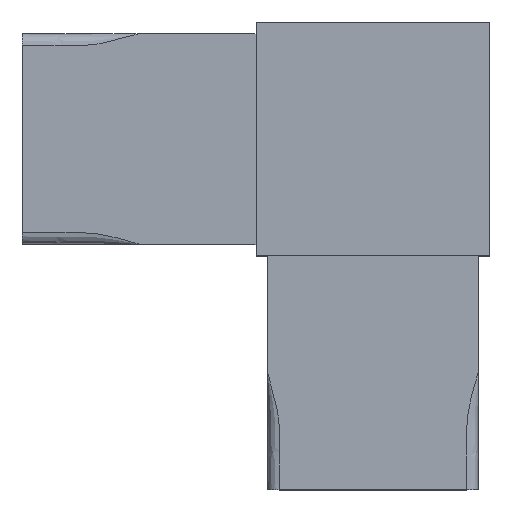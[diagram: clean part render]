
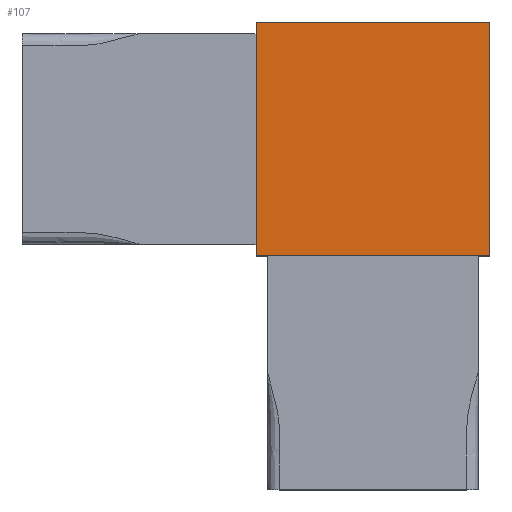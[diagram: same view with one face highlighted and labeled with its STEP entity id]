
A CAD part, top view. The second image highlights one B-rep face of the part: STEP entity #107.
In plain terms, the highlighted planar face has unit normal (0, 0, 1).
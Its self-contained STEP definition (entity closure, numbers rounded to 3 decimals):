
#107=ADVANCED_FACE('',(#176),#149,.F.);
#149=PLANE('',#820);
#176=FACE_OUTER_BOUND('',#218,.T.);
#218=EDGE_LOOP('',(#290,#291,#292,#293));
#290=ORIENTED_EDGE('',*,*,#572,.T.);
#291=ORIENTED_EDGE('',*,*,#560,.F.);
#292=ORIENTED_EDGE('',*,*,#580,.F.);
#293=ORIENTED_EDGE('',*,*,#578,.T.);
#484=VERTEX_POINT('',#993);
#487=VERTEX_POINT('',#998);
#498=VERTEX_POINT('',#1024);
#503=VERTEX_POINT('',#1036);
#560=EDGE_CURVE('',#487,#484,#671,.T.);
#572=EDGE_CURVE('',#498,#484,#683,.T.);
#578=EDGE_CURVE('',#503,#498,#689,.T.);
#580=EDGE_CURVE('',#503,#487,#691,.T.);
#671=LINE('',#999,#746);
#683=LINE('',#1023,#758);
#689=LINE('',#1035,#764);
#691=LINE('',#1039,#766);
#746=VECTOR('',#856,1.);
#758=VECTOR('',#872,1.);
#764=VECTOR('',#880,1.);
#766=VECTOR('',#884,1.);
#820=AXIS2_PLACEMENT_3D('',#1040,#885,#886);
#856=DIRECTION('',(-1.,0.,0.));
#872=DIRECTION('',(0.,-1.,0.));
#880=DIRECTION('',(-1.,0.,0.));
#884=DIRECTION('',(0.,-1.,0.));
#885=DIRECTION('',(0.,0.,-1.));
#886=DIRECTION('',(-1.,0.,0.));
#993=CARTESIAN_POINT('',(-10.,-10.,10.));
#998=CARTESIAN_POINT('',(10.,-10.,10.));
#999=CARTESIAN_POINT('',(10.,-10.,10.));
#1023=CARTESIAN_POINT('',(-10.,10.,10.));
#1024=CARTESIAN_POINT('',(-10.,10.,10.));
#1035=CARTESIAN_POINT('',(10.,10.,10.));
#1036=CARTESIAN_POINT('',(10.,10.,10.));
#1039=CARTESIAN_POINT('',(10.,10.,10.));
#1040=CARTESIAN_POINT('',(10.,10.,10.));
